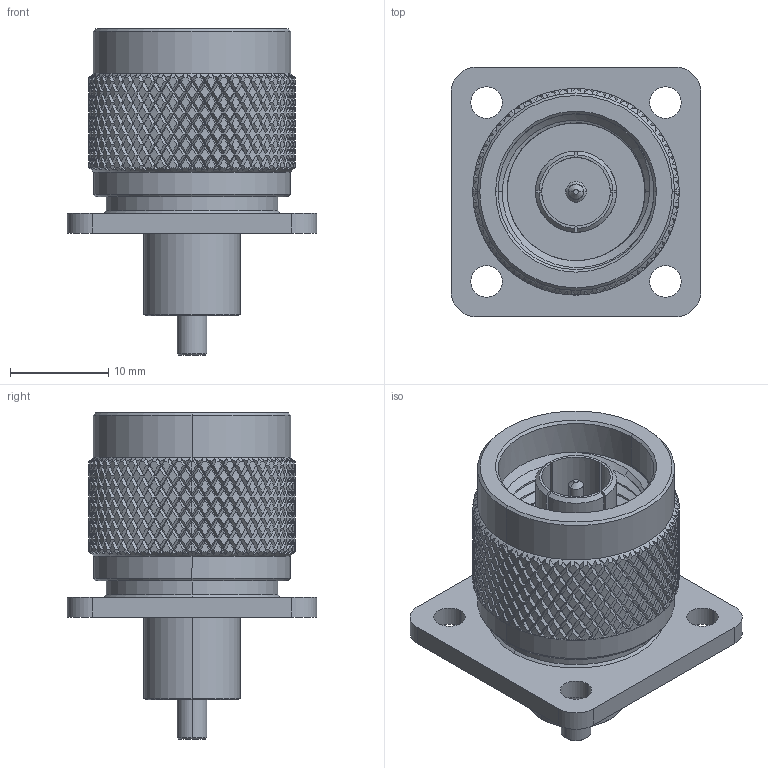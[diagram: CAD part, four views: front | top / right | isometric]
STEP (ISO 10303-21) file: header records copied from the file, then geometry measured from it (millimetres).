
FILE_DESCRIPTION (( 'STEP AP214' ), '1' );
FILE_NAME ('SC9217_3D.step', '2024-01-11T15:52:32', ( '' ), ( '' ), 'SwSTEP 2.0', 'SolidWorks 2022', '' );
FILE_SCHEMA (( 'AUTOMOTIVE_DESIGN' ));
Products named in the file (1): SC9217_3D
Bounding box: 25.4 x 25.4 x 33.2 mm (x, y, z)
Volume: 6281.8 mm3; surface area: 4572.7 mm2
Topology: 1 solids, 1 shells, 2606 faces, 5505 edges, 2909 vertices
Faces by surface type: bspline 2003, cylinder 546, plane 30, cone 27
Entity records: 115743 total; most frequent: CARTESIAN_POINT 82437, ORIENTED_EDGE 11010, EDGE_CURVE 5505, VERTEX_POINT 2909, EDGE_LOOP 2622, ADVANCED_FACE 2606, FACE_OUTER_BOUND 2606, B_SPLINE_CURVE_WITH_KNOTS 2217
